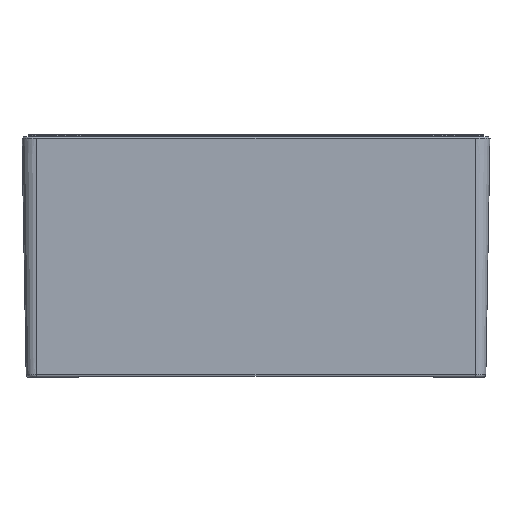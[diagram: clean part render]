
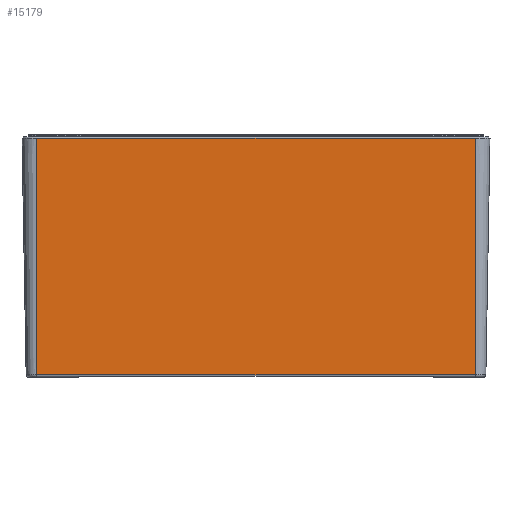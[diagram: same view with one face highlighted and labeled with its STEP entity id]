
A CAD part, left-side view. The second image highlights one B-rep face of the part: STEP entity #15179.
In plain terms, the highlighted planar face has unit normal (-1, 0, -0.018).
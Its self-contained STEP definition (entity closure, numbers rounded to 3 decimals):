
#15159=AXIS2_PLACEMENT_3D('Plane Axis2P3D',#15156,#15157,#15158) ;
#13440=CARTESIAN_POINT('Vertex',(2.759,9.983,1.965)) ;
#13443=CARTESIAN_POINT('Line Origine',(2.759,156.483,1.965)) ;
#13447=CARTESIAN_POINT('Vertex',(2.759,302.983,1.965)) ;
#15136=CARTESIAN_POINT('Line Origine',(-43626.034,9.983,2499493.788)) ;
#15140=CARTESIAN_POINT('Vertex',(0.,9.983,160.)) ;
#15156=CARTESIAN_POINT('Axis2P3D Location',(-0.017,156.483,161.)) ;
#15161=CARTESIAN_POINT('Line Origine',(0.,156.483,160.)) ;
#15165=CARTESIAN_POINT('Vertex',(0.,302.983,160.)) ;
#15168=CARTESIAN_POINT('Line Origine',(1.379,302.983,80.983)) ;
#13444=DIRECTION('Vector Direction',(0.,-1.,0.)) ;
#15137=DIRECTION('Vector Direction',(-0.017,0.,1.)) ;
#15157=DIRECTION('Axis2P3D Direction',(1.,-0.,0.017)) ;
#15158=DIRECTION('Axis2P3D XDirection',(0.,1.,0.)) ;
#15162=DIRECTION('Vector Direction',(0.,-1.,0.)) ;
#15169=DIRECTION('Vector Direction',(-0.017,0.,1.)) ;
#13445=VECTOR('Line Direction',#13444,1.) ;
#15138=VECTOR('Line Direction',#15137,1.) ;
#15163=VECTOR('Line Direction',#15162,1.) ;
#15170=VECTOR('Line Direction',#15169,1.) ;
#15174=ORIENTED_EDGE('',*,*,#15167,.F.) ;
#15175=ORIENTED_EDGE('',*,*,#15172,.T.) ;
#15176=ORIENTED_EDGE('',*,*,#13449,.F.) ;
#15177=ORIENTED_EDGE('',*,*,#15142,.F.) ;
#15179=ADVANCED_FACE('77087_K85_Unterteil.1\\K\X2\00F6\X0\rper.3',(#15178),#15160,.F.) ;
#13449=EDGE_CURVE('',#13441,#13448,#13446,.F.) ;
#15142=EDGE_CURVE('',#15141,#13441,#15139,.F.) ;
#15167=EDGE_CURVE('',#15166,#15141,#15164,.T.) ;
#15172=EDGE_CURVE('',#15166,#13448,#15171,.F.) ;
#15173=EDGE_LOOP('',(#15174,#15175,#15176,#15177)) ;
#15178=FACE_OUTER_BOUND('',#15173,.T.) ;
#13446=LINE('Line',#13443,#13445) ;
#15139=LINE('Line',#15136,#15138) ;
#15164=LINE('Line',#15161,#15163) ;
#15171=LINE('Line',#15168,#15170) ;
#15160=PLANE('',#15159) ;
#13441=VERTEX_POINT('',#13440) ;
#13448=VERTEX_POINT('',#13447) ;
#15141=VERTEX_POINT('',#15140) ;
#15166=VERTEX_POINT('',#15165) ;
